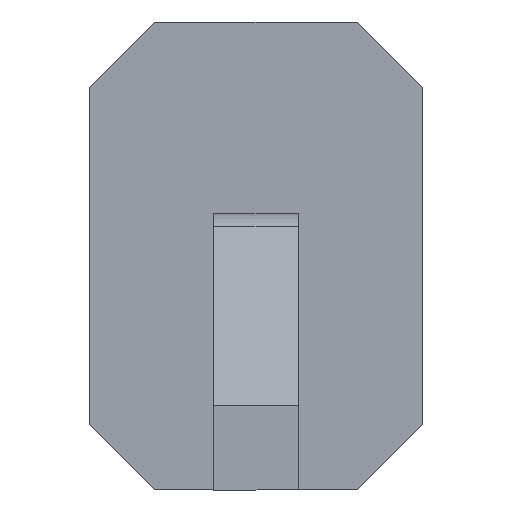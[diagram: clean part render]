
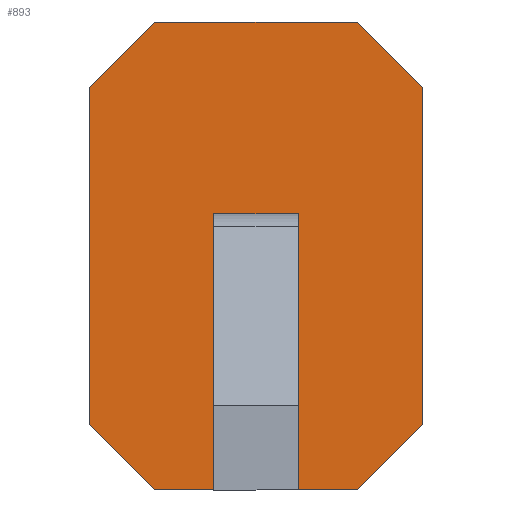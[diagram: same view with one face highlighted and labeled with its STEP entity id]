
A CAD part, left-side view. The second image highlights one B-rep face of the part: STEP entity #893.
In plain terms, the highlighted planar face has unit normal (-1, 0, 0).
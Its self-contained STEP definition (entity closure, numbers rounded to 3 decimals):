
#857 = EDGE_CURVE('',#858,#860,#862,.T.);
#858 = VERTEX_POINT('',#859);
#859 = CARTESIAN_POINT('',(3.808,0.77,3.56));
#860 = VERTEX_POINT('',#861);
#861 = CARTESIAN_POINT('',(3.808,-0.77,3.56));
#862 = LINE('',#863,#864);
#863 = CARTESIAN_POINT('',(3.808,1.27,3.56));
#864 = VECTOR('',#865,1.);
#865 = DIRECTION('',(0.,-1.,0.));
#893 = ADVANCED_FACE('',(#894),#951,.F.);
#894 = FACE_BOUND('',#895,.F.);
#895 = EDGE_LOOP('',(#896,#897,#905,#913,#921,#929,#937,#945));
#896 = ORIENTED_EDGE('',*,*,#857,.T.);
#897 = ORIENTED_EDGE('',*,*,#898,.T.);
#898 = EDGE_CURVE('',#860,#899,#901,.T.);
#899 = VERTEX_POINT('',#900);
#900 = CARTESIAN_POINT('',(3.808,-1.27,3.06));
#901 = LINE('',#902,#903);
#902 = CARTESIAN_POINT('',(3.808,-1.148,3.183));
#903 = VECTOR('',#904,1.);
#904 = DIRECTION('',(0.,-0.707,-0.707)
  );
#905 = ORIENTED_EDGE('',*,*,#906,.T.);
#906 = EDGE_CURVE('',#899,#907,#909,.T.);
#907 = VERTEX_POINT('',#908);
#908 = CARTESIAN_POINT('',(3.808,-1.27,0.5));
#909 = LINE('',#910,#911);
#910 = CARTESIAN_POINT('',(3.808,-1.27,3.56));
#911 = VECTOR('',#912,1.);
#912 = DIRECTION('',(0.,0.,-1.));
#913 = ORIENTED_EDGE('',*,*,#914,.T.);
#914 = EDGE_CURVE('',#907,#915,#917,.T.);
#915 = VERTEX_POINT('',#916);
#916 = CARTESIAN_POINT('',(3.808,-0.77,0.));
#917 = LINE('',#918,#919);
#918 = CARTESIAN_POINT('',(3.808,-1.148,0.378));
#919 = VECTOR('',#920,1.);
#920 = DIRECTION('',(0.,0.707,-0.707)
  );
#921 = ORIENTED_EDGE('',*,*,#922,.T.);
#922 = EDGE_CURVE('',#915,#923,#925,.T.);
#923 = VERTEX_POINT('',#924);
#924 = CARTESIAN_POINT('',(3.808,0.77,0.));
#925 = LINE('',#926,#927);
#926 = CARTESIAN_POINT('',(3.808,-1.27,0.));
#927 = VECTOR('',#928,1.);
#928 = DIRECTION('',(0.,1.,0.));
#929 = ORIENTED_EDGE('',*,*,#930,.T.);
#930 = EDGE_CURVE('',#923,#931,#933,.T.);
#931 = VERTEX_POINT('',#932);
#932 = CARTESIAN_POINT('',(3.808,1.27,0.5));
#933 = LINE('',#934,#935);
#934 = CARTESIAN_POINT('',(3.808,1.148,0.378));
#935 = VECTOR('',#936,1.);
#936 = DIRECTION('',(0.,0.707,0.707)
  );
#937 = ORIENTED_EDGE('',*,*,#938,.T.);
#938 = EDGE_CURVE('',#931,#939,#941,.T.);
#939 = VERTEX_POINT('',#940);
#940 = CARTESIAN_POINT('',(3.808,1.27,3.06));
#941 = LINE('',#942,#943);
#942 = CARTESIAN_POINT('',(3.808,1.27,0.));
#943 = VECTOR('',#944,1.);
#944 = DIRECTION('',(0.,0.,1.));
#945 = ORIENTED_EDGE('',*,*,#946,.F.);
#946 = EDGE_CURVE('',#858,#939,#947,.T.);
#947 = LINE('',#948,#949);
#948 = CARTESIAN_POINT('',(3.808,1.148,3.183));
#949 = VECTOR('',#950,1.);
#950 = DIRECTION('',(0.,0.707,-0.707)
  );
#951 = PLANE('',#952);
#952 = AXIS2_PLACEMENT_3D('',#953,#954,#955);
#953 = CARTESIAN_POINT('',(3.808,0.,1.78));
#954 = DIRECTION('',(1.,0.,0.));
#955 = DIRECTION('',(0.,0.,1.));
